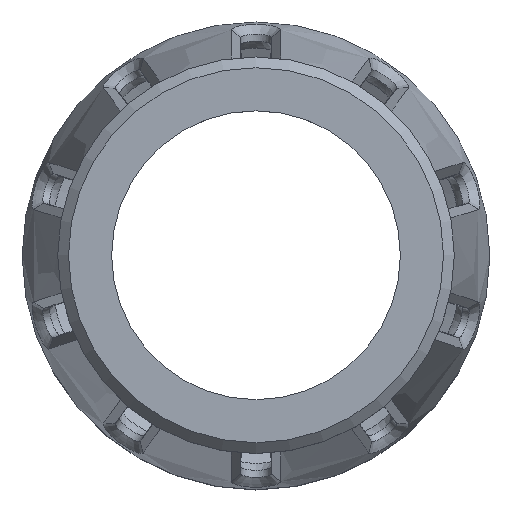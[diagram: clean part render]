
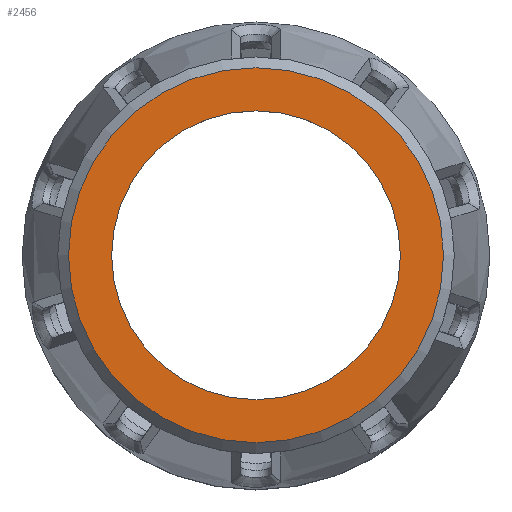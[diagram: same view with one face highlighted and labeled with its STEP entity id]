
A CAD part, top view. The second image highlights one B-rep face of the part: STEP entity #2456.
In plain terms, the highlighted planar face has unit normal (0, 0, 1).
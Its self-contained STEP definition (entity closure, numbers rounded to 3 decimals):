
#27=FACE_BOUND('',#358,.T.);
#175=PLANE('',#2621);
#206=FACE_OUTER_BOUND('',#357,.T.);
#357=EDGE_LOOP('',(#1772));
#358=EDGE_LOOP('',(#1773));
#501=CIRCLE('',#2616,18.792);
#505=CIRCLE('',#2622,14.472);
#1074=VERTEX_POINT('',#4384);
#1078=VERTEX_POINT('',#4396);
#1328=EDGE_CURVE('',#1074,#1074,#501,.T.);
#1334=EDGE_CURVE('',#1078,#1078,#505,.T.);
#1772=ORIENTED_EDGE('',*,*,#1328,.T.);
#1773=ORIENTED_EDGE('',*,*,#1334,.F.);
#2456=ADVANCED_FACE('',(#206,#27),#175,.T.);
#2616=AXIS2_PLACEMENT_3D('',#4385,#2743,#2744);
#2621=AXIS2_PLACEMENT_3D('',#4395,#2755,#2756);
#2622=AXIS2_PLACEMENT_3D('',#4397,#2757,#2758);
#2743=DIRECTION('center_axis',(0.,0.,1.));
#2744=DIRECTION('ref_axis',(1.,0.,0.));
#2755=DIRECTION('center_axis',(0.,0.,1.));
#2756=DIRECTION('ref_axis',(1.,0.,0.));
#2757=DIRECTION('center_axis',(0.,0.,1.));
#2758=DIRECTION('ref_axis',(1.,0.,0.));
#4384=CARTESIAN_POINT('',(-17.56,0.,52.048));
#4385=CARTESIAN_POINT('Origin',(1.232,0.,52.048));
#4395=CARTESIAN_POINT('Origin',(1.232,-14.472,52.048));
#4396=CARTESIAN_POINT('',(1.232,14.472,52.048));
#4397=CARTESIAN_POINT('Origin',(1.232,0.,52.048));
